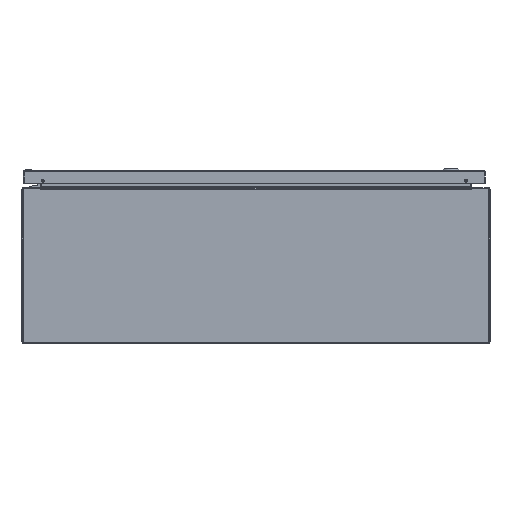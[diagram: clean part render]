
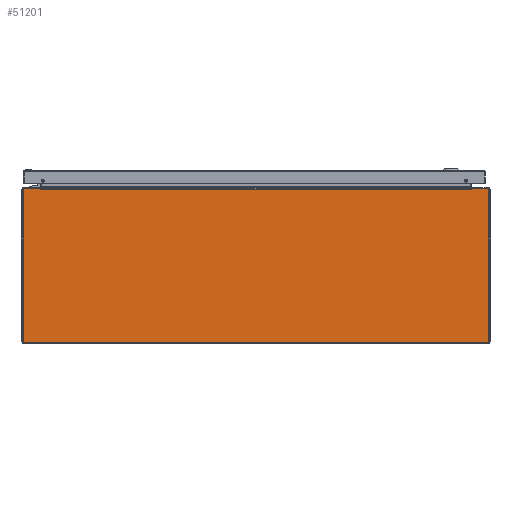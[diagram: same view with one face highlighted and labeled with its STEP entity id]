
A CAD part, front view. The second image highlights one B-rep face of the part: STEP entity #51201.
In plain terms, the highlighted planar face has unit normal (0, -1, 0).
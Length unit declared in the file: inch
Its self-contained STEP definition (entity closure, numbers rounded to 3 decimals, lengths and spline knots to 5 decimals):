
#327 = VERTEX_POINT ( 'NONE', #39623 ) ;
#3211 = ORIENTED_EDGE ( 'NONE', *, *, #136395, .T. ) ;
#3265 = AXIS2_PLACEMENT_3D ( 'NONE', #137020, #79950, #38090 ) ;
#3320 = DIRECTION ( 'NONE',  ( -1., 0., 0. ) ) ;
#5434 = CARTESIAN_POINT ( 'NONE',  ( -14.857, -18., 4.937 ) ) ;
#8454 = CARTESIAN_POINT ( 'NONE',  ( 14.857, -18., -4.857 ) ) ;
#8830 = DIRECTION ( 'NONE',  ( 1., 0., 0. ) ) ;
#8959 = CARTESIAN_POINT ( 'NONE',  ( 14.857, -18., 4.857 ) ) ;
#9758 = VERTEX_POINT ( 'NONE', #23700 ) ;
#9883 = ORIENTED_EDGE ( 'NONE', *, *, #125935, .T. ) ;
#11326 = CARTESIAN_POINT ( 'NONE',  ( 0., -18., 4.883 ) ) ;
#12868 = VECTOR ( 'NONE', #101516, 39.37008 ) ;
#12896 = EDGE_CURVE ( 'NONE', #35087, #38667, #38751, .T. ) ;
#13542 = DIRECTION ( 'NONE',  ( 0., -1., 0. ) ) ;
#13923 = CARTESIAN_POINT ( 'NONE',  ( -13.82312, -18., 4.937 ) ) ;
#15498 = CARTESIAN_POINT ( 'NONE',  ( -14.937, -18., 4.857 ) ) ;
#15755 = VECTOR ( 'NONE', #88572, 39.37008 ) ;
#16343 = VERTEX_POINT ( 'NONE', #41257 ) ;
#16980 = VECTOR ( 'NONE', #3320, 39.37008 ) ;
#23700 = CARTESIAN_POINT ( 'NONE',  ( -13.8136, -18., 4.883 ) ) ;
#24150 = AXIS2_PLACEMENT_3D ( 'NONE', #8959, #94326, #127455 ) ;
#24238 = CARTESIAN_POINT ( 'NONE',  ( 0., -18., 4.937 ) ) ;
#24884 = ORIENTED_EDGE ( 'NONE', *, *, #75457, .T. ) ;
#24908 = CARTESIAN_POINT ( 'NONE',  ( 13.82312, -18., 4.937 ) ) ;
#25227 = EDGE_LOOP ( 'NONE', ( #115942, #9883, #24884, #139538, #60157, #110450, #83533, #43749, #3211, #86539, #94478, #79108, #122986, #52139 ) ) ;
#25372 = DIRECTION ( 'NONE',  ( 0.174, 0., -0.985 ) ) ;
#27220 = DIRECTION ( 'NONE',  ( -1., 0., 0. ) ) ;
#31501 = LINE ( 'NONE', #24238, #12868 ) ;
#34044 = VERTEX_POINT ( 'NONE', #39781 ) ;
#34378 = LINE ( 'NONE', #89278, #15755 ) ;
#34709 = AXIS2_PLACEMENT_3D ( 'NONE', #56980, #13542, #134198 ) ;
#35087 = VERTEX_POINT ( 'NONE', #93857 ) ;
#35980 = DIRECTION ( 'NONE',  ( 0., -1., 0. ) ) ;
#36423 = VECTOR ( 'NONE', #71711, 39.37008 ) ;
#38090 = DIRECTION ( 'NONE',  ( 0., 0., -1. ) ) ;
#38667 = VERTEX_POINT ( 'NONE', #112468 ) ;
#38751 = LINE ( 'NONE', #113914, #137799 ) ;
#39007 = VERTEX_POINT ( 'NONE', #24908 ) ;
#39476 = EDGE_CURVE ( 'NONE', #38667, #34044, #67002, .T. ) ;
#39623 = CARTESIAN_POINT ( 'NONE',  ( 14.857, -18., 4.937 ) ) ;
#39781 = CARTESIAN_POINT ( 'NONE',  ( -13.798, -18., 4.883 ) ) ;
#40637 = CARTESIAN_POINT ( 'NONE',  ( 0., -18., 4.937 ) ) ;
#41018 = DIRECTION ( 'NONE',  ( 0., -1., 0. ) ) ;
#41257 = CARTESIAN_POINT ( 'NONE',  ( -14.857, -18., -4.937 ) ) ;
#41647 = CIRCLE ( 'NONE', #34709, 0.08 ) ;
#41738 = DIRECTION ( 'NONE',  ( 0., 0., -1. ) ) ;
#42965 = VERTEX_POINT ( 'NONE', #15498 ) ;
#43245 = EDGE_CURVE ( 'NONE', #16343, #82535, #99586, .T. ) ;
#43393 = VECTOR ( 'NONE', #133443, 39.37008 ) ;
#43749 = ORIENTED_EDGE ( 'NONE', *, *, #67346, .T. ) ;
#45840 = DIRECTION ( 'NONE',  ( -0.174, 0., -0.985 ) ) ;
#46119 = FACE_OUTER_BOUND ( 'NONE', #25227, .T. ) ;
#47788 = EDGE_CURVE ( 'NONE', #55732, #9758, #98422, .T. ) ;
#51201 = ADVANCED_FACE ( 'NONE', ( #46119 ), #56947, .T. ) ;
#52139 = ORIENTED_EDGE ( 'NONE', *, *, #47788, .F. ) ;
#54975 = CIRCLE ( 'NONE', #59606, 0.08 ) ;
#55732 = VERTEX_POINT ( 'NONE', #13923 ) ;
#56947 = PLANE ( 'NONE',  #3265 ) ;
#56980 = CARTESIAN_POINT ( 'NONE',  ( -14.857, -18., -4.857 ) ) ;
#57786 = VECTOR ( 'NONE', #45840, 39.37008 ) ;
#58417 = CARTESIAN_POINT ( 'NONE',  ( -14.857, -18., 4.857 ) ) ;
#59606 = AXIS2_PLACEMENT_3D ( 'NONE', #58417, #35980, #91621 ) ;
#60157 = ORIENTED_EDGE ( 'NONE', *, *, #43245, .T. ) ;
#61355 = VERTEX_POINT ( 'NONE', #5434 ) ;
#62790 = VERTEX_POINT ( 'NONE', #84437 ) ;
#63057 = LINE ( 'NONE', #140316, #95120 ) ;
#66371 = EDGE_CURVE ( 'NONE', #133844, #62790, #34378, .T. ) ;
#67002 = LINE ( 'NONE', #11326, #16980 ) ;
#67346 = EDGE_CURVE ( 'NONE', #62790, #327, #116442, .T. ) ;
#71711 = DIRECTION ( 'NONE',  ( -1., 0., 0. ) ) ;
#72309 = VECTOR ( 'NONE', #83564, 39.37008 ) ;
#75457 = EDGE_CURVE ( 'NONE', #42965, #112335, #116088, .T. ) ;
#76353 = AXIS2_PLACEMENT_3D ( 'NONE', #8454, #41018, #41738 ) ;
#79108 = ORIENTED_EDGE ( 'NONE', *, *, #39476, .T. ) ;
#79950 = DIRECTION ( 'NONE',  ( 0., -1., 0. ) ) ;
#82535 = VERTEX_POINT ( 'NONE', #134291 ) ;
#83533 = ORIENTED_EDGE ( 'NONE', *, *, #66371, .T. ) ;
#83564 = DIRECTION ( 'NONE',  ( 0., 0., -1. ) ) ;
#84437 = CARTESIAN_POINT ( 'NONE',  ( 14.937, -18., 4.857 ) ) ;
#86539 = ORIENTED_EDGE ( 'NONE', *, *, #138654, .T. ) ;
#88572 = DIRECTION ( 'NONE',  ( 0., 0., 1. ) ) ;
#89278 = CARTESIAN_POINT ( 'NONE',  ( 14.937, -18., 0. ) ) ;
#91621 = DIRECTION ( 'NONE',  ( 0., 0., -1. ) ) ;
#91978 = EDGE_CURVE ( 'NONE', #112335, #16343, #41647, .T. ) ;
#92036 = CARTESIAN_POINT ( 'NONE',  ( 13.81836, -18., 4.91 ) ) ;
#92594 = VECTOR ( 'NONE', #25372, 39.37008 ) ;
#93857 = CARTESIAN_POINT ( 'NONE',  ( 13.8136, -18., 4.883 ) ) ;
#94326 = DIRECTION ( 'NONE',  ( 0., -1., 0. ) ) ;
#94478 = ORIENTED_EDGE ( 'NONE', *, *, #12896, .T. ) ;
#95120 = VECTOR ( 'NONE', #8830, 39.37008 ) ;
#98422 = LINE ( 'NONE', #142413, #92594 ) ;
#99586 = LINE ( 'NONE', #110384, #43393 ) ;
#101516 = DIRECTION ( 'NONE',  ( -1., 0., 0. ) ) ;
#110384 = CARTESIAN_POINT ( 'NONE',  ( 0., -18., -4.937 ) ) ;
#110450 = ORIENTED_EDGE ( 'NONE', *, *, #118240, .T. ) ;
#112335 = VERTEX_POINT ( 'NONE', #123434 ) ;
#112468 = CARTESIAN_POINT ( 'NONE',  ( 13.798, -18., 4.883 ) ) ;
#112975 = LINE ( 'NONE', #92036, #57786 ) ;
#113341 = CIRCLE ( 'NONE', #76353, 0.08 ) ;
#113914 = CARTESIAN_POINT ( 'NONE',  ( 13.80579, -18., 4.883 ) ) ;
#114264 = EDGE_CURVE ( 'NONE', #55732, #61355, #31501, .T. ) ;
#115942 = ORIENTED_EDGE ( 'NONE', *, *, #114264, .T. ) ;
#116088 = LINE ( 'NONE', #133607, #72309 ) ;
#116442 = CIRCLE ( 'NONE', #24150, 0.08 ) ;
#118240 = EDGE_CURVE ( 'NONE', #82535, #133844, #113341, .T. ) ;
#118699 = EDGE_CURVE ( 'NONE', #9758, #34044, #63057, .T. ) ;
#122986 = ORIENTED_EDGE ( 'NONE', *, *, #118699, .F. ) ;
#123434 = CARTESIAN_POINT ( 'NONE',  ( -14.937, -18., -4.857 ) ) ;
#124707 = CARTESIAN_POINT ( 'NONE',  ( 14.937, -18., -4.857 ) ) ;
#125935 = EDGE_CURVE ( 'NONE', #61355, #42965, #54975, .T. ) ;
#127455 = DIRECTION ( 'NONE',  ( 0., 0., -1. ) ) ;
#133443 = DIRECTION ( 'NONE',  ( 1., 0., 0. ) ) ;
#133607 = CARTESIAN_POINT ( 'NONE',  ( -14.937, -18., 0. ) ) ;
#133844 = VERTEX_POINT ( 'NONE', #124707 ) ;
#134198 = DIRECTION ( 'NONE',  ( 0., 0., -1. ) ) ;
#134291 = CARTESIAN_POINT ( 'NONE',  ( 14.857, -18., -4.937 ) ) ;
#136395 = EDGE_CURVE ( 'NONE', #327, #39007, #139526, .T. ) ;
#137020 = CARTESIAN_POINT ( 'NONE',  ( 0., -18., 0. ) ) ;
#137799 = VECTOR ( 'NONE', #27220, 39.37008 ) ;
#138654 = EDGE_CURVE ( 'NONE', #39007, #35087, #112975, .T. ) ;
#139526 = LINE ( 'NONE', #40637, #36423 ) ;
#139538 = ORIENTED_EDGE ( 'NONE', *, *, #91978, .T. ) ;
#140316 = CARTESIAN_POINT ( 'NONE',  ( -13.80579, -18., 4.883 ) ) ;
#142413 = CARTESIAN_POINT ( 'NONE',  ( -13.81836, -18., 4.91 ) ) ;
